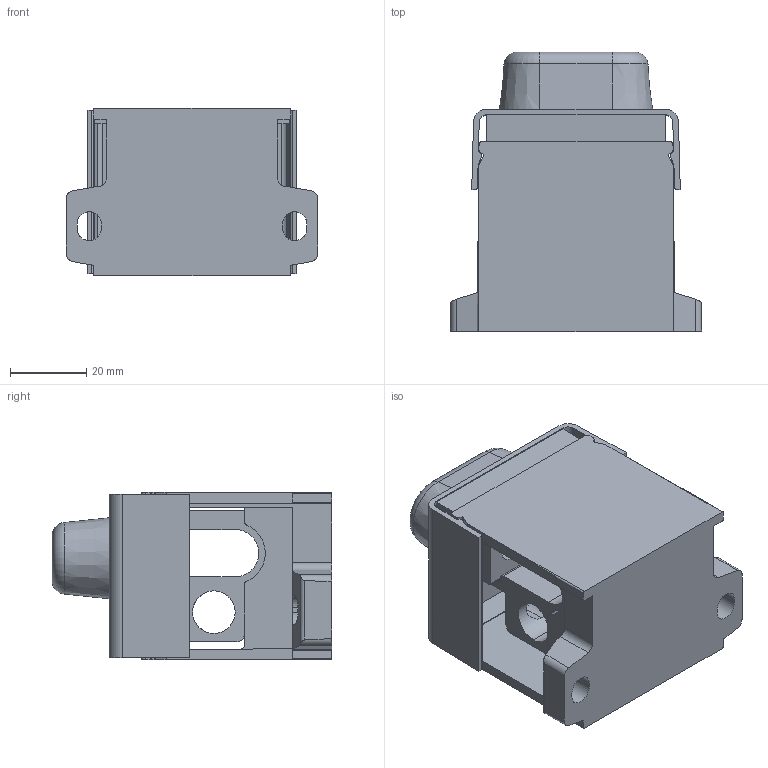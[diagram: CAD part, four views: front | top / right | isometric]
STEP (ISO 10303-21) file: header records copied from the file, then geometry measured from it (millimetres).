
FILE_DESCRIPTION((''),'2;1');
FILE_NAME('70-50','2024-02-20T',('dell'),(''),'PRO/ENGINEER BY PARAMETRIC TECHNOLOGY CORPORATION, 2013230','PRO/ENGINEER BY PARAMETRIC TECHNOLOGY CORPORATION, 2013230','');
FILE_SCHEMA(('AUTOMOTIVE_DESIGN { 1 0 10303 214 1 1 1 1 }'));
Length unit declared in the file: millimetre
Products named in the file (1): 70-50
Bounding box: 66 x 73.5 x 44 mm (x, y, z)
Volume: 80797.6 mm3; surface area: 33815.5 mm2
Topology: 1 solids, 1 shells, 209 faces, 626 edges, 412 vertices
Faces by surface type: plane 116, cylinder 89, torus 2, cone 2
Entity records: 7388 total; most frequent: CARTESIAN_POINT 1635, ORIENTED_EDGE 1252, DIRECTION 1131, EDGE_CURVE 626, VERTEX_POINT 412, VECTOR 409, LINE 409, AXIS2_PLACEMENT_3D 361
